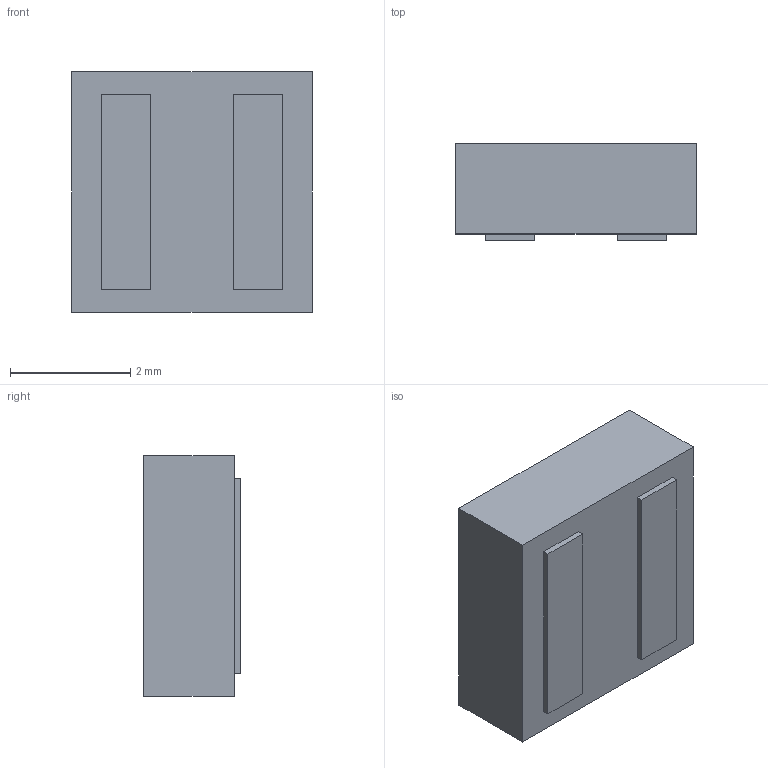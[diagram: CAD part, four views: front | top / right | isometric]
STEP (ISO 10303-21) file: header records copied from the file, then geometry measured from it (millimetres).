
FILE_DESCRIPTION(/* description */ (''),/* implementation_level */ '2;1');
FILE_NAME(/* name */ 'Coilcraft_XFL4015 v11.step',/* time_stamp */ '2019-04-13T13:36:46+05:00',/* author */ ('lovelesh06101990'),/* organization */ (''),/* preprocessor_version */ 'ST-DEVELOPER v18',/* originating_system */ 'Autodesk Translation Framework v8.2.0.1029',/* authorisation */ '');
FILE_SCHEMA (('AUTOMOTIVE_DESIGN { 1 0 10303 214 3 1 1 }'));
Length unit declared in the file: millimetre
Products named in the file (4): Coilcraft_XFL4015; pad2; pad1; base
Assembly tree (3 placements, depth 2):
  Coilcraft_XFL4015
    pad2
    pad1
    base
Bounding box: 4 x 1.6 x 4 mm (x, y, z)
Volume: 24.5 mm3; surface area: 69.3 mm2
Topology: 3 solids, 3 shells, 80 faces, 201 edges, 134 vertices
Faces by surface type: plane 55, bspline 24, cylinder 1
Full cylindrical faces by diameter (mm): 0.25 x1
Entity records: 2727 total; most frequent: CARTESIAN_POINT 831, ORIENTED_EDGE 402, DIRECTION 283, EDGE_CURVE 201, LINE 151, VECTOR 151, VERTEX_POINT 134, EDGE_LOOP 87
